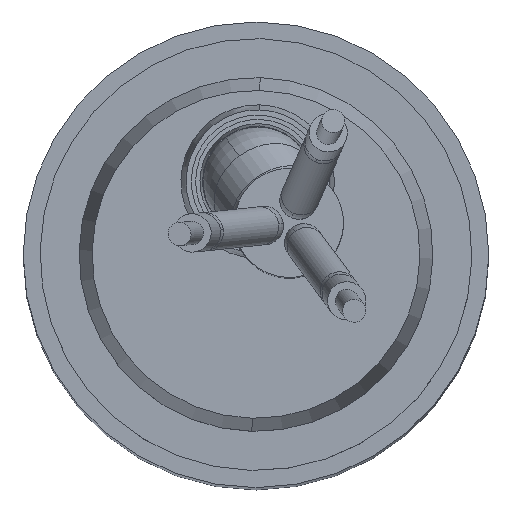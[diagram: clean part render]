
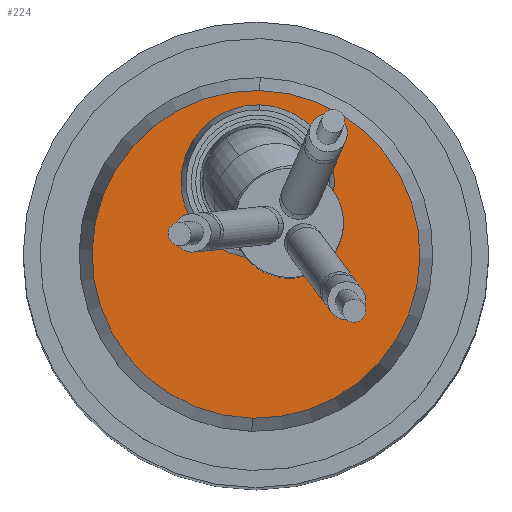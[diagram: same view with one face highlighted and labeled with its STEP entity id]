
A CAD part, top view. The second image highlights one B-rep face of the part: STEP entity #224.
In plain terms, the highlighted planar face has unit normal (0, 0, 1).
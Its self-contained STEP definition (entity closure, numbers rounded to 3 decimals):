
#224=ADVANCED_FACE('',(#506,#507),#508,.T.);
#506=FACE_OUTER_BOUND('',#868,.T.);
#507=FACE_BOUND('',#869,.T.);
#508=PLANE('',#870);
#868=EDGE_LOOP('',(#1393,#1394));
#869=EDGE_LOOP('',(#1395,#1396));
#870=AXIS2_PLACEMENT_3D('',#1397,#1398,#1399);
#1393=ORIENTED_EDGE('',*,*,#2031,.F.);
#1394=ORIENTED_EDGE('',*,*,#2095,.F.);
#1395=ORIENTED_EDGE('',*,*,#2042,.T.);
#1396=ORIENTED_EDGE('',*,*,#2087,.T.);
#1397=CARTESIAN_POINT('',(0.073,3.149,61.1));
#1398=DIRECTION('',(0.,0.,1.0));
#1399=DIRECTION('',(0.023,1.,0.));
#2031=EDGE_CURVE('',#2409,#2411,#2412,.T.);
#2042=EDGE_CURVE('',#2425,#2429,#2431,.T.);
#2087=EDGE_CURVE('',#2429,#2425,#2492,.T.);
#2095=EDGE_CURVE('',#2411,#2409,#2500,.T.);
#2409=VERTEX_POINT('',#2927);
#2411=VERTEX_POINT('',#2930);
#2412=CIRCLE('',#2931,6.3);
#2425=VERTEX_POINT('',#2947);
#2429=VERTEX_POINT('',#2952);
#2431=CIRCLE('',#2955,2.95);
#2492=CIRCLE('',#3028,2.95);
#2500=CIRCLE('',#3036,6.3);
#2927=CARTESIAN_POINT('',(0.146,6.298,61.1));
#2930=CARTESIAN_POINT('',(-0.146,-6.298,61.1));
#2931=AXIS2_PLACEMENT_3D('',#3486,#3487,#3488);
#2947=CARTESIAN_POINT('',(0.134,5.748,61.1));
#2952=CARTESIAN_POINT('',(-0.003,-0.15,61.1));
#2955=AXIS2_PLACEMENT_3D('',#3503,#3504,#3505);
#3028=AXIS2_PLACEMENT_3D('',#3569,#3570,#3571);
#3036=AXIS2_PLACEMENT_3D('',#3581,#3582,#3583);
#3486=CARTESIAN_POINT('',(0.,0.,61.1));
#3487=DIRECTION('',(0.,0.,-1.0));
#3488=DIRECTION('',(0.023,1.,0.));
#3503=CARTESIAN_POINT('',(0.065,2.799,61.1));
#3504=DIRECTION('',(0.,0.,-1.0));
#3505=DIRECTION('',(0.023,1.,0.));
#3569=CARTESIAN_POINT('',(0.065,2.799,61.1));
#3570=DIRECTION('',(0.,0.,-1.0));
#3571=DIRECTION('',(0.023,1.,0.));
#3581=CARTESIAN_POINT('',(0.,0.,61.1));
#3582=DIRECTION('',(0.,0.,-1.0));
#3583=DIRECTION('',(0.023,1.,0.));
